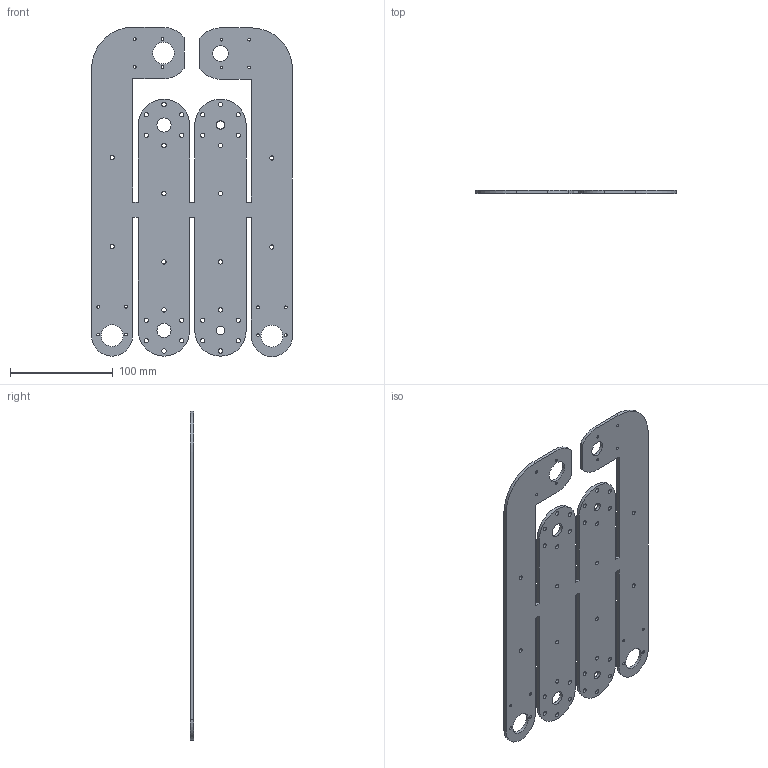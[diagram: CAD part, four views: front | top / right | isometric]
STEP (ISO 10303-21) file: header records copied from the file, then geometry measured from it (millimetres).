
FILE_DESCRIPTION(/* description */ (''),/* implementation_level */ '2;1');
FILE_NAME(/* name */ 'armlink.step',/* time_stamp */ '2024-01-30T22:36:08+09:00',/* author */ (''),/* organization */ (''),/* preprocessor_version */ 'ST-DEVELOPER v20',/* originating_system */ 'Autodesk Translation Framework v12.14.0.127',/* authorisation */ '');
FILE_SCHEMA (('AUTOMOTIVE_DESIGN { 1 0 10303 214 3 1 1 }'));
Length unit declared in the file: millimetre
Products named in the file (1): FusionComponent
Bounding box: 195.45 x 3 x 320.46 mm (x, y, z)
Volume: 153943.7 mm3; surface area: 113247.3 mm2
Topology: 1 solids, 1 shells, 98 faces, 288 edges, 192 vertices
Faces by surface type: cylinder 68, plane 30
Full cylindrical faces by diameter (mm): 2.7 x16, 4.1 x8, 4.2 x24, 8.1 x2, 13.7 x2, 15 x1, 21.3 x3
Entity records: 3585 total; most frequent: DIRECTION 622, CARTESIAN_POINT 579, ORIENTED_EDGE 576, EDGE_CURVE 288, AXIS2_PLACEMENT_3D 235, EDGE_LOOP 210, VERTEX_POINT 192, LINE 152
